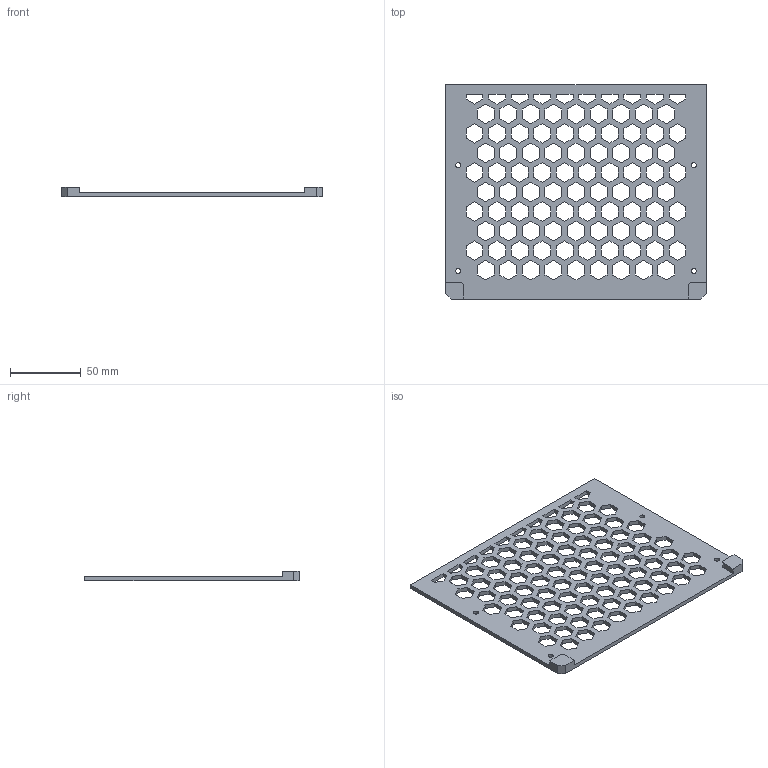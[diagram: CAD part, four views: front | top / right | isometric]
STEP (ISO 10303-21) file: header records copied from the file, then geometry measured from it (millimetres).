
FILE_DESCRIPTION(/* description */ (''),/* implementation_level */ '2;1');
FILE_NAME(/* name */ 'Front Bottom Panel - Hex.step',/* time_stamp */ '2022-10-14T11:01:54-05:00',/* author */ (''),/* organization */ (''),/* preprocessor_version */ 'ST-DEVELOPER v19',/* originating_system */ 'Autodesk Translation Framework v11.7.0.108',/* authorisation */ '');
FILE_SCHEMA (('AUTOMOTIVE_DESIGN { 1 0 10303 214 3 1 1 }'));
Length unit declared in the file: millimetre
Products named in the file (1): Front Bottom Panel - Hex
Bounding box: 185 x 152 x 7 mm (x, y, z)
Volume: 51687.3 mm3; surface area: 47777.5 mm2
Topology: 1 solids, 1 shells, 580 faces, 1734 edges, 1156 vertices
Faces by surface type: plane 574, cylinder 6
Full cylindrical faces by diameter (mm): 3.6 x4
Entity records: 19539 total; most frequent: CARTESIAN_POINT 3471, ORIENTED_EDGE 3468, DIRECTION 2908, EDGE_CURVE 1734, LINE 1722, VECTOR 1722, VERTEX_POINT 1156, EDGE_LOOP 778
